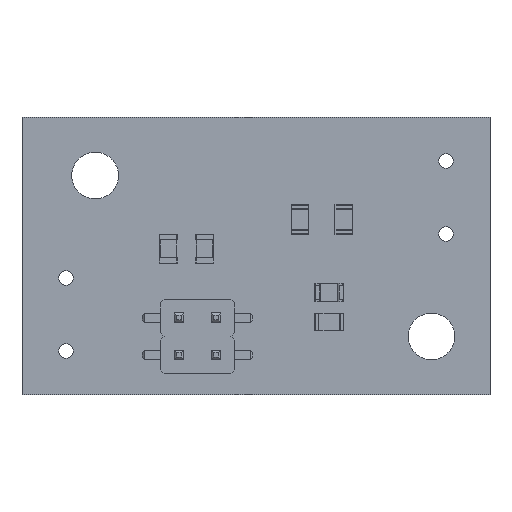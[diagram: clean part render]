
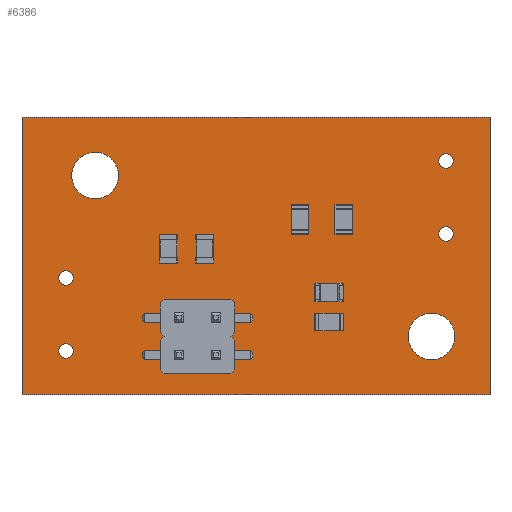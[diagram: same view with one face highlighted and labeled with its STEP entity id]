
A CAD part, top view. The second image highlights one B-rep face of the part: STEP entity #6386.
In plain terms, the highlighted planar face has unit normal (0, 0, 1).
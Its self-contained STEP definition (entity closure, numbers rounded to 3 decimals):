
#6208 = VERTEX_POINT('',#6209);
#6209 = CARTESIAN_POINT('',(158.,-132.,1.6));
#6215 = EDGE_CURVE('',#6208,#6216,#6218,.T.);
#6216 = VERTEX_POINT('',#6217);
#6217 = CARTESIAN_POINT('',(126.,-132.,1.6));
#6218 = LINE('',#6219,#6220);
#6219 = CARTESIAN_POINT('',(158.,-132.,1.6));
#6220 = VECTOR('',#6221,1.);
#6221 = DIRECTION('',(-1.,0.,0.));
#6248 = VERTEX_POINT('',#6249);
#6249 = CARTESIAN_POINT('',(158.,-113.,1.6));
#6255 = EDGE_CURVE('',#6248,#6208,#6256,.T.);
#6256 = LINE('',#6257,#6258);
#6257 = CARTESIAN_POINT('',(158.,-113.,1.6));
#6258 = VECTOR('',#6259,1.);
#6259 = DIRECTION('',(0.,-1.,0.));
#6277 = EDGE_CURVE('',#6216,#6278,#6280,.T.);
#6278 = VERTEX_POINT('',#6279);
#6279 = CARTESIAN_POINT('',(126.,-113.,1.6));
#6280 = LINE('',#6281,#6282);
#6281 = CARTESIAN_POINT('',(126.,-132.,1.6));
#6282 = VECTOR('',#6283,1.);
#6283 = DIRECTION('',(0.,1.,0.));
#6386 = ADVANCED_FACE('',(#6387,#6398,#6409,#6420,#6431,#6442,#6453),
  #6464,.T.);
#6387 = FACE_BOUND('',#6388,.T.);
#6388 = EDGE_LOOP('',(#6389,#6390,#6391,#6397));
#6389 = ORIENTED_EDGE('',*,*,#6215,.F.);
#6390 = ORIENTED_EDGE('',*,*,#6255,.F.);
#6391 = ORIENTED_EDGE('',*,*,#6392,.F.);
#6392 = EDGE_CURVE('',#6278,#6248,#6393,.T.);
#6393 = LINE('',#6394,#6395);
#6394 = CARTESIAN_POINT('',(126.,-113.,1.6));
#6395 = VECTOR('',#6396,1.);
#6396 = DIRECTION('',(1.,0.,0.));
#6397 = ORIENTED_EDGE('',*,*,#6277,.F.);
#6398 = FACE_BOUND('',#6399,.T.);
#6399 = EDGE_LOOP('',(#6400));
#6400 = ORIENTED_EDGE('',*,*,#6401,.T.);
#6401 = EDGE_CURVE('',#6402,#6402,#6404,.T.);
#6402 = VERTEX_POINT('',#6403);
#6403 = CARTESIAN_POINT('',(129.,-129.5,1.6));
#6404 = CIRCLE('',#6405,0.5);
#6405 = AXIS2_PLACEMENT_3D('',#6406,#6407,#6408);
#6406 = CARTESIAN_POINT('',(129.,-129.,1.6));
#6407 = DIRECTION('',(-0.,0.,-1.));
#6408 = DIRECTION('',(-0.,-1.,0.));
#6409 = FACE_BOUND('',#6410,.T.);
#6410 = EDGE_LOOP('',(#6411));
#6411 = ORIENTED_EDGE('',*,*,#6412,.T.);
#6412 = EDGE_CURVE('',#6413,#6413,#6415,.T.);
#6413 = VERTEX_POINT('',#6414);
#6414 = CARTESIAN_POINT('',(129.,-124.5,1.6));
#6415 = CIRCLE('',#6416,0.5);
#6416 = AXIS2_PLACEMENT_3D('',#6417,#6418,#6419);
#6417 = CARTESIAN_POINT('',(129.,-124.,1.6));
#6418 = DIRECTION('',(-0.,0.,-1.));
#6419 = DIRECTION('',(-0.,-1.,0.));
#6420 = FACE_BOUND('',#6421,.T.);
#6421 = EDGE_LOOP('',(#6422));
#6422 = ORIENTED_EDGE('',*,*,#6423,.T.);
#6423 = EDGE_CURVE('',#6424,#6424,#6426,.T.);
#6424 = VERTEX_POINT('',#6425);
#6425 = CARTESIAN_POINT('',(154.,-129.6,1.6));
#6426 = CIRCLE('',#6427,1.6);
#6427 = AXIS2_PLACEMENT_3D('',#6428,#6429,#6430);
#6428 = CARTESIAN_POINT('',(154.,-128.,1.6));
#6429 = DIRECTION('',(-0.,0.,-1.));
#6430 = DIRECTION('',(-0.,-1.,0.));
#6431 = FACE_BOUND('',#6432,.T.);
#6432 = EDGE_LOOP('',(#6433));
#6433 = ORIENTED_EDGE('',*,*,#6434,.T.);
#6434 = EDGE_CURVE('',#6435,#6435,#6437,.T.);
#6435 = VERTEX_POINT('',#6436);
#6436 = CARTESIAN_POINT('',(131.,-118.6,1.6));
#6437 = CIRCLE('',#6438,1.6);
#6438 = AXIS2_PLACEMENT_3D('',#6439,#6440,#6441);
#6439 = CARTESIAN_POINT('',(131.,-117.,1.6));
#6440 = DIRECTION('',(-0.,0.,-1.));
#6441 = DIRECTION('',(-0.,-1.,0.));
#6442 = FACE_BOUND('',#6443,.T.);
#6443 = EDGE_LOOP('',(#6444));
#6444 = ORIENTED_EDGE('',*,*,#6445,.T.);
#6445 = EDGE_CURVE('',#6446,#6446,#6448,.T.);
#6446 = VERTEX_POINT('',#6447);
#6447 = CARTESIAN_POINT('',(155.,-121.5,1.6));
#6448 = CIRCLE('',#6449,0.5);
#6449 = AXIS2_PLACEMENT_3D('',#6450,#6451,#6452);
#6450 = CARTESIAN_POINT('',(155.,-121.,1.6));
#6451 = DIRECTION('',(-0.,0.,-1.));
#6452 = DIRECTION('',(-0.,-1.,0.));
#6453 = FACE_BOUND('',#6454,.T.);
#6454 = EDGE_LOOP('',(#6455));
#6455 = ORIENTED_EDGE('',*,*,#6456,.T.);
#6456 = EDGE_CURVE('',#6457,#6457,#6459,.T.);
#6457 = VERTEX_POINT('',#6458);
#6458 = CARTESIAN_POINT('',(155.,-116.5,1.6));
#6459 = CIRCLE('',#6460,0.5);
#6460 = AXIS2_PLACEMENT_3D('',#6461,#6462,#6463);
#6461 = CARTESIAN_POINT('',(155.,-116.,1.6));
#6462 = DIRECTION('',(-0.,0.,-1.));
#6463 = DIRECTION('',(-0.,-1.,0.));
#6464 = PLANE('',#6465);
#6465 = AXIS2_PLACEMENT_3D('',#6466,#6467,#6468);
#6466 = CARTESIAN_POINT('',(0.,0.,1.6));
#6467 = DIRECTION('',(0.,0.,1.));
#6468 = DIRECTION('',(1.,0.,-0.));
